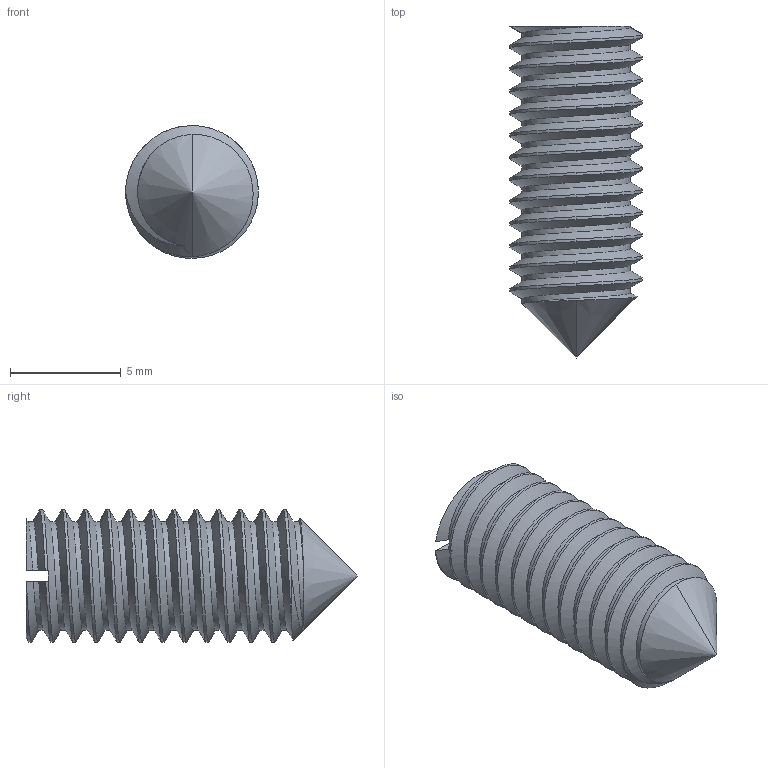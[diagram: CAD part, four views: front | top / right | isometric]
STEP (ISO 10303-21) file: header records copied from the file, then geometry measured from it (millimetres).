
FILE_DESCRIPTION (( 'STEP AP214' ), '1' );
FILE_NAME ('Grub Screw.STEP', '2025-02-16T00:53:51', ( '' ), ( '' ), 'SwSTEP 2.0', 'SolidWorks 2024', '' );
FILE_SCHEMA (( 'AUTOMOTIVE_DESIGN' ));
Length unit declared in the file: millimetre
Products named in the file (1): Grub Screw
Bounding box: 6 x 15 x 6 mm (x, y, z)
Volume: 299.9 mm3; surface area: 404.4 mm2
Topology: 1 solids, 1 shells, 42 faces, 123 edges, 81 vertices
Faces by surface type: cylinder 26, bspline 9, plane 5, cone 2
Entity records: 13644 total; most frequent: CARTESIAN_POINT 12778, ORIENTED_EDGE 242, EDGE_CURVE 121, DIRECTION 108, VERTEX_POINT 81, EDGE_LOOP 42, FACE_OUTER_BOUND 42, ADVANCED_FACE 42
